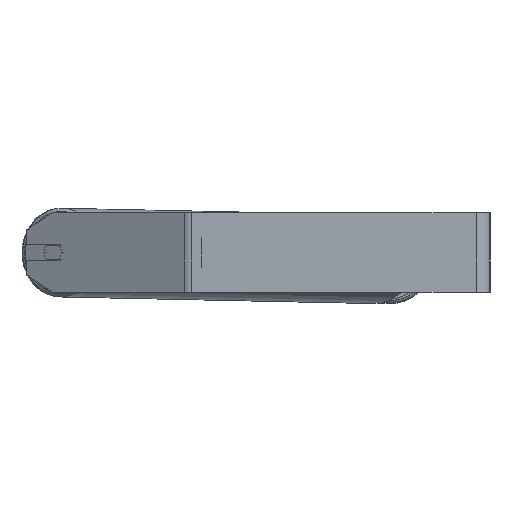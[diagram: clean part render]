
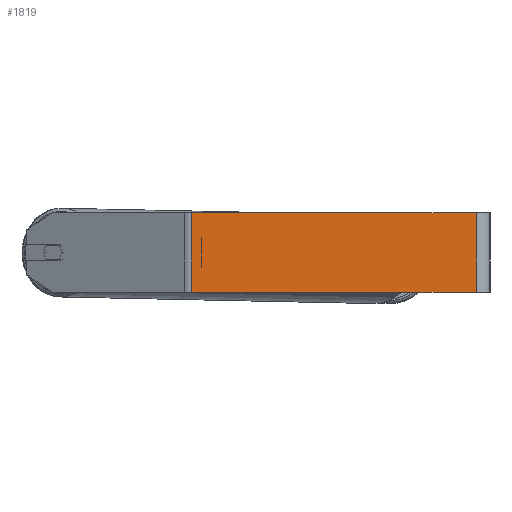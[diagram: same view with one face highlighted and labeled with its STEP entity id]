
A CAD part, left-side view. The second image highlights one B-rep face of the part: STEP entity #1819.
In plain terms, the highlighted planar face has unit normal (-1, 0, 0).
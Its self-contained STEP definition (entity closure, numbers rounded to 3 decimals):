
#235 = CARTESIAN_POINT ( 'NONE',  ( -1000., 299.167, 40. ) ) ;
#238 = LINE ( 'NONE', #8338, #4049 ) ;
#380 = FACE_OUTER_BOUND ( 'NONE', #8550, .T. ) ;
#440 = ORIENTED_EDGE ( 'NONE', *, *, #1444, .F. ) ;
#681 = VERTEX_POINT ( 'NONE', #2431 ) ;
#740 = CARTESIAN_POINT ( 'NONE',  ( -1000., 299.167, -40. ) ) ;
#1205 = VECTOR ( 'NONE', #7809, 1000. ) ;
#1290 = VERTEX_POINT ( 'NONE', #740 ) ;
#1444 = EDGE_CURVE ( 'NONE', #8730, #4631, #7021, .T. ) ;
#1607 = CARTESIAN_POINT ( 'NONE',  ( -1000., 302.918, 40. ) ) ;
#1736 = EDGE_CURVE ( 'NONE', #681, #8730, #2800, .T. ) ;
#1819 = ADVANCED_FACE ( 'NONE', ( #380 ), #8293, .F. ) ;
#1979 = VECTOR ( 'NONE', #2016, 1000. ) ;
#2016 = DIRECTION ( 'NONE',  ( 0., -1., 0. ) ) ;
#2023 = ORIENTED_EDGE ( 'NONE', *, *, #8110, .T. ) ;
#2370 = DIRECTION ( 'NONE',  ( 0., -1., 0. ) ) ;
#2431 = CARTESIAN_POINT ( 'NONE',  ( -1000., 299.167, 40. ) ) ;
#2800 = LINE ( 'NONE', #4840, #1979 ) ;
#3088 = ORIENTED_EDGE ( 'NONE', *, *, #1736, .F. ) ;
#4049 = VECTOR ( 'NONE', #2370, 1000. ) ;
#4107 = AXIS2_PLACEMENT_3D ( 'NONE', #1607, #5674, #7141 ) ;
#4631 = VERTEX_POINT ( 'NONE', #8633 ) ;
#4840 = CARTESIAN_POINT ( 'NONE',  ( -1000., 302.918, 40. ) ) ;
#4994 = CARTESIAN_POINT ( 'NONE',  ( -1000., 14., 40. ) ) ;
#5066 = LINE ( 'NONE', #235, #1205 ) ;
#5077 = CARTESIAN_POINT ( 'NONE',  ( -1000., 14., 40. ) ) ;
#5139 = ORIENTED_EDGE ( 'NONE', *, *, #6971, .T. ) ;
#5674 = DIRECTION ( 'NONE',  ( 1., 0., 0. ) ) ;
#6971 = EDGE_CURVE ( 'NONE', #681, #1290, #5066, .T. ) ;
#7021 = LINE ( 'NONE', #5077, #8329 ) ;
#7141 = DIRECTION ( 'NONE',  ( 0., 0., -1. ) ) ;
#7777 = DIRECTION ( 'NONE',  ( 0., 0., -1. ) ) ;
#7809 = DIRECTION ( 'NONE',  ( 0., 0., -1. ) ) ;
#8110 = EDGE_CURVE ( 'NONE', #1290, #4631, #238, .T. ) ;
#8293 = PLANE ( 'NONE',  #4107 ) ;
#8329 = VECTOR ( 'NONE', #7777, 1000. ) ;
#8338 = CARTESIAN_POINT ( 'NONE',  ( -1000., 302.918, -40. ) ) ;
#8550 = EDGE_LOOP ( 'NONE', ( #2023, #440, #3088, #5139 ) ) ;
#8633 = CARTESIAN_POINT ( 'NONE',  ( -1000., 14., -40. ) ) ;
#8730 = VERTEX_POINT ( 'NONE', #4994 ) ;
